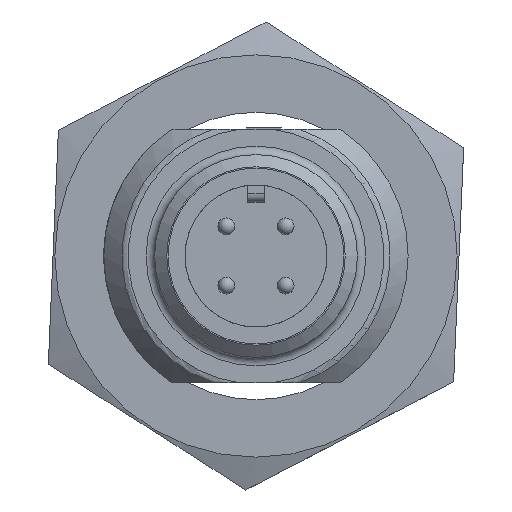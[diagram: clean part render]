
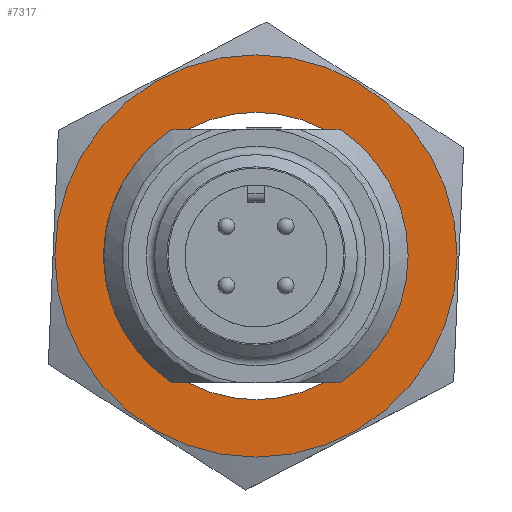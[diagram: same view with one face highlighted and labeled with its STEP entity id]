
A CAD part, left-side view. The second image highlights one B-rep face of the part: STEP entity #7317.
In plain terms, the highlighted planar face has unit normal (-1, 0, 0).
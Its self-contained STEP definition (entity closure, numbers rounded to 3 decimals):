
#80 = EDGE_LOOP ( 'NONE', ( #8920 ) ) ;
#88 = EDGE_LOOP ( 'NONE', ( #8950, #8956, #8914, #8976, #8974, #8863, #8969, #8872, #8823, #8883, #8848, #8873 ) ) ;
#439 = VERTEX_POINT ( 'NONE', #11181 ) ;
#440 = VERTEX_POINT ( 'NONE', #11180 ) ;
#482 = VERTEX_POINT ( 'NONE', #11315 ) ;
#504 = VERTEX_POINT ( 'NONE', #11295 ) ;
#596 = CARTESIAN_POINT ( 'NONE',  ( -1., 0., -11.902 ) ) ;
#1003 = CARTESIAN_POINT ( 'NONE',  ( -1., 9.991, 7.5 ) ) ;
#1004 = DIRECTION ( 'NONE',  ( 0., -1., 0. ) ) ;
#1059 = CARTESIAN_POINT ( 'NONE',  ( -1., 9.991, 7.5 ) ) ;
#1060 = DIRECTION ( 'NONE',  ( 0., -1., 0. ) ) ;
#1070 = CARTESIAN_POINT ( 'NONE',  ( -1., 9.991, -7.5 ) ) ;
#1071 = DIRECTION ( 'NONE',  ( 0., 1., 0. ) ) ;
#1076 = CARTESIAN_POINT ( 'NONE',  ( -1., 9.991, -7.5 ) ) ;
#1077 = DIRECTION ( 'NONE',  ( 0., 1., 0. ) ) ;
#1378 = PLANE ( 'NONE',  #5546 ) ;
#1379 = CARTESIAN_POINT ( 'NONE',  ( -1., 11.691, 7.438 ) ) ;
#1380 = DIRECTION ( 'NONE',  ( 1., 0., 0. ) ) ;
#1381 = DIRECTION ( 'NONE',  ( 0., 0., -1. ) ) ;
#1896 = CARTESIAN_POINT ( 'NONE',  ( -1., 0., 0. ) ) ;
#1897 = DIRECTION ( 'NONE',  ( 1., 0., 0. ) ) ;
#1898 = DIRECTION ( 'NONE',  ( 0., 0., -1. ) ) ;
#1910 = CARTESIAN_POINT ( 'NONE',  ( -1., 0., 0. ) ) ;
#1911 = DIRECTION ( 'NONE',  ( 1., 0., 0. ) ) ;
#1912 = DIRECTION ( 'NONE',  ( 0., 0., -1. ) ) ;
#2002 = CARTESIAN_POINT ( 'NONE',  ( -1., 0., 0. ) ) ;
#2003 = DIRECTION ( 'NONE',  ( 1., 0., 0. ) ) ;
#2004 = DIRECTION ( 'NONE',  ( 0., 0., -1. ) ) ;
#2465 = EDGE_CURVE ( 'NONE', #5155, #5155, #10092, .T. ) ;
#2466 = EDGE_CURVE ( 'NONE', #5707, #440, #8998, .T. ) ;
#2467 = EDGE_CURVE ( 'NONE', #440, #6130, #8860, .T. ) ;
#2468 = EDGE_CURVE ( 'NONE', #6130, #504, #8843, .T. ) ;
#2469 = EDGE_CURVE ( 'NONE', #5786, #439, #10175, .T. ) ;
#2470 = EDGE_CURVE ( 'NONE', #5637, #482, #10173, .T. ) ;
#3679 = AXIS2_PLACEMENT_3D ( 'NONE', #2002, #2003, #2004 ) ;
#3689 = CIRCLE ( 'NONE', #3679, 9. ) ;
#3714 = AXIS2_PLACEMENT_3D ( 'NONE', #1910, #1911, #1912 ) ;
#3716 = CIRCLE ( 'NONE', #3714, 9. ) ;
#3729 = AXIS2_PLACEMENT_3D ( 'NONE', #1896, #1897, #1898 ) ;
#3738 = CIRCLE ( 'NONE', #3729, 9. ) ;
#3981 = DIRECTION ( 'NONE',  ( 0., 0., -1. ) ) ;
#3982 = DIRECTION ( 'NONE',  ( 1., 0., 0. ) ) ;
#3984 = CARTESIAN_POINT ( 'NONE',  ( -1., 0., 0. ) ) ;
#3985 = DIRECTION ( 'NONE',  ( 0., 0., -1. ) ) ;
#3986 = DIRECTION ( 'NONE',  ( 1., 0., 0. ) ) ;
#3987 = CARTESIAN_POINT ( 'NONE',  ( -1., 0., 0. ) ) ;
#3988 = DIRECTION ( 'NONE',  ( 0., -1., 0. ) ) ;
#3989 = CARTESIAN_POINT ( 'NONE',  ( -1., 7.5, 0.45 ) ) ;
#3990 = DIRECTION ( 'NONE',  ( 0., 0., 1. ) ) ;
#3991 = CARTESIAN_POINT ( 'NONE',  ( -1., 9., 7.438 ) ) ;
#3992 = DIRECTION ( 'NONE',  ( 0., 1., 0. ) ) ;
#3993 = CARTESIAN_POINT ( 'NONE',  ( -1., 7.5, -0.424 ) ) ;
#3997 = DIRECTION ( 'NONE',  ( 0., 0., -1. ) ) ;
#3998 = DIRECTION ( 'NONE',  ( -1., 0., 0. ) ) ;
#3999 = CARTESIAN_POINT ( 'NONE',  ( -1., 0., 0. ) ) ;
#4497 = EDGE_CURVE ( 'NONE', #5771, #5707, #3738, .T. ) ;
#4502 = EDGE_CURVE ( 'NONE', #504, #5886, #3716, .T. ) ;
#4520 = EDGE_CURVE ( 'NONE', #5700, #6086, #3689, .T. ) ;
#5007 = FACE_OUTER_BOUND ( 'NONE', #80, .T. ) ;
#5008 = FACE_BOUND ( 'NONE', #88, .T. ) ;
#5155 = VERTEX_POINT ( 'NONE', #596 ) ;
#5160 = LINE ( 'NONE', #1003, #5286 ) ;
#5180 = LINE ( 'NONE', #1059, #5251 ) ;
#5184 = LINE ( 'NONE', #1070, #5242 ) ;
#5187 = LINE ( 'NONE', #1076, #5239 ) ;
#5239 = VECTOR ( 'NONE', #1077, 1000. ) ;
#5242 = VECTOR ( 'NONE', #1071, 1000. ) ;
#5251 = VECTOR ( 'NONE', #1060, 1000. ) ;
#5286 = VECTOR ( 'NONE', #1004, 1000. ) ;
#5546 = AXIS2_PLACEMENT_3D ( 'NONE', #1379, #1380, #1381 ) ;
#5637 = VERTEX_POINT ( 'NONE', #9568 ) ;
#5700 = VERTEX_POINT ( 'NONE', #9602 ) ;
#5707 = VERTEX_POINT ( 'NONE', #9605 ) ;
#5771 = VERTEX_POINT ( 'NONE', #9659 ) ;
#5786 = VERTEX_POINT ( 'NONE', #9674 ) ;
#5886 = VERTEX_POINT ( 'NONE', #9724 ) ;
#6086 = VERTEX_POINT ( 'NONE', #6207 ) ;
#6130 = VERTEX_POINT ( 'NONE', #6219 ) ;
#6207 = CARTESIAN_POINT ( 'NONE',  ( -1., -4.975, -7.5 ) ) ;
#6219 = CARTESIAN_POINT ( 'NONE',  ( -1., 9., 0.45 ) ) ;
#7317 = ADVANCED_FACE ( 'NONE', ( #5007, #5008 ), #1378, .F. ) ;
#8823 = ORIENTED_EDGE ( 'NONE', *, *, #4520, .T. ) ;
#8843 = LINE ( 'NONE', #3989, #10199 ) ;
#8848 = ORIENTED_EDGE ( 'NONE', *, *, #2470, .T. ) ;
#8860 = LINE ( 'NONE', #3991, #10187 ) ;
#8863 = ORIENTED_EDGE ( 'NONE', *, *, #11353, .T. ) ;
#8872 = ORIENTED_EDGE ( 'NONE', *, *, #11376, .T. ) ;
#8873 = ORIENTED_EDGE ( 'NONE', *, *, #11381, .T. ) ;
#8883 = ORIENTED_EDGE ( 'NONE', *, *, #11384, .T. ) ;
#8914 = ORIENTED_EDGE ( 'NONE', *, *, #2467, .T. ) ;
#8920 = ORIENTED_EDGE ( 'NONE', *, *, #2465, .T. ) ;
#8950 = ORIENTED_EDGE ( 'NONE', *, *, #4497, .T. ) ;
#8956 = ORIENTED_EDGE ( 'NONE', *, *, #2466, .T. ) ;
#8969 = ORIENTED_EDGE ( 'NONE', *, *, #2469, .T. ) ;
#8974 = ORIENTED_EDGE ( 'NONE', *, *, #4502, .T. ) ;
#8976 = ORIENTED_EDGE ( 'NONE', *, *, #2468, .T. ) ;
#8998 = LINE ( 'NONE', #3993, #10075 ) ;
#9568 = CARTESIAN_POINT ( 'NONE',  ( -1., -4., -7.5 ) ) ;
#9602 = CARTESIAN_POINT ( 'NONE',  ( -1., -4.975, 7.5 ) ) ;
#9605 = CARTESIAN_POINT ( 'NONE',  ( -1., 8.99, -0.424 ) ) ;
#9659 = CARTESIAN_POINT ( 'NONE',  ( -1., 4.975, -7.5 ) ) ;
#9674 = CARTESIAN_POINT ( 'NONE',  ( -1., 4., 7.5 ) ) ;
#9724 = CARTESIAN_POINT ( 'NONE',  ( -1., 4.975, 7.5 ) ) ;
#10050 = AXIS2_PLACEMENT_3D ( 'NONE', #3987, #3986, #3985 ) ;
#10058 = AXIS2_PLACEMENT_3D ( 'NONE', #3999, #3998, #3997 ) ;
#10075 = VECTOR ( 'NONE', #3992, 1000. ) ;
#10092 = CIRCLE ( 'NONE', #10058, 11.902 ) ;
#10173 = CIRCLE ( 'NONE', #10221, 8.5 ) ;
#10175 = CIRCLE ( 'NONE', #10050, 8.5 ) ;
#10187 = VECTOR ( 'NONE', #3990, 1000. ) ;
#10199 = VECTOR ( 'NONE', #3988, 1000. ) ;
#10221 = AXIS2_PLACEMENT_3D ( 'NONE', #3984, #3982, #3981 ) ;
#11180 = CARTESIAN_POINT ( 'NONE',  ( -1., 9., -0.424 ) ) ;
#11181 = CARTESIAN_POINT ( 'NONE',  ( -1., -4., 7.5 ) ) ;
#11295 = CARTESIAN_POINT ( 'NONE',  ( -1., 8.989, 0.45 ) ) ;
#11315 = CARTESIAN_POINT ( 'NONE',  ( -1., 4., -7.5 ) ) ;
#11353 = EDGE_CURVE ( 'NONE', #5886, #5786, #5160, .T. ) ;
#11376 = EDGE_CURVE ( 'NONE', #439, #5700, #5180, .T. ) ;
#11381 = EDGE_CURVE ( 'NONE', #482, #5771, #5184, .T. ) ;
#11384 = EDGE_CURVE ( 'NONE', #6086, #5637, #5187, .T. ) ;
